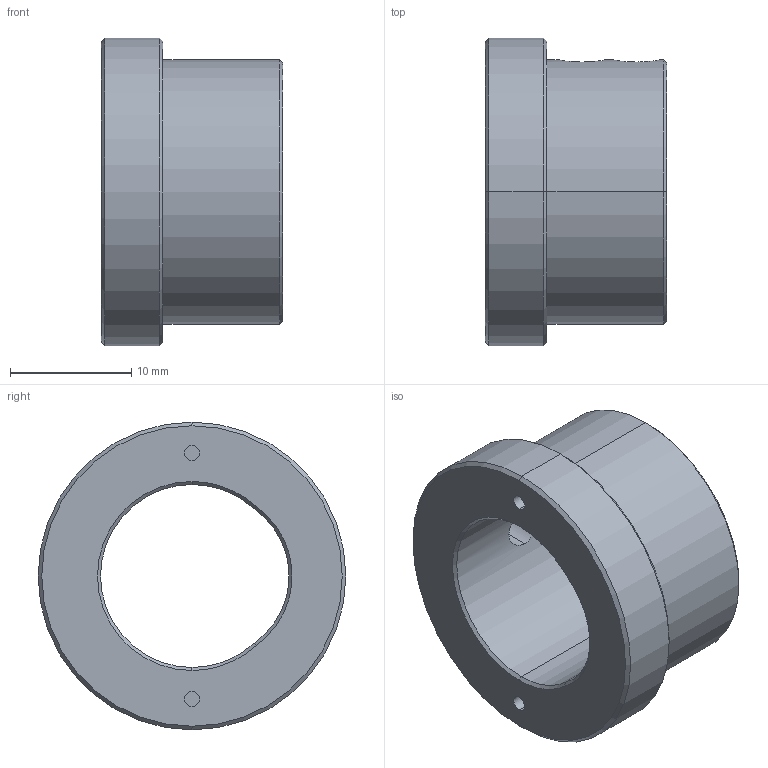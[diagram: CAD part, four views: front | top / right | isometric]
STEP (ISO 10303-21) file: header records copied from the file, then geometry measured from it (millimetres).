
FILE_DESCRIPTION (( 'STEP AP214' ), '1' );
FILE_NAME ('1.6.5.11.1，光纤转接件主体，SM1外螺纹转φ15mm，A.STEP', '2019-11-19T01:17:05', ( '' ), ( '' ), 'SwSTEP 2.0', 'SolidWorks 2016', '' );
FILE_SCHEMA (( 'AUTOMOTIVE_DESIGN' ));
Length unit declared in the file: millimetre
Products named in the file (2): 1.6.5.11.1，光纤转接件主体，SM1外螺纹转φ15mm，A
Bounding box: 15 x 25.4 x 25.4 mm (x, y, z)
Volume: 3457.5 mm3; surface area: 2457.6 mm2
Topology: 1 solids, 3 shells, 47 faces, 98 edges, 60 vertices
Faces by surface type: cylinder 20, cone 14, plane 9, bspline 4
Entity records: 4043 total; most frequent: CARTESIAN_POINT 2933, DIRECTION 212, ORIENTED_EDGE 196, EDGE_CURVE 98, AXIS2_PLACEMENT_3D 91, VERTEX_POINT 60, EDGE_LOOP 56, FACE_OUTER_BOUND 47
